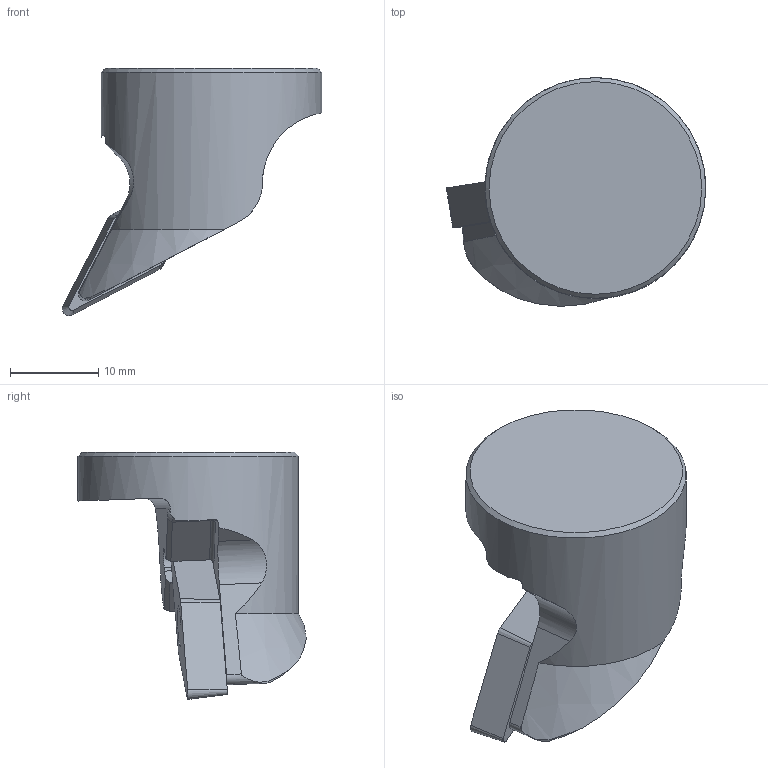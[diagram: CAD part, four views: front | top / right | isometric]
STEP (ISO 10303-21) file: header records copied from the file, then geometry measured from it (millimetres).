
FILE_DESCRIPTION(/* description */ (''),/* implementation_level */ '2;1');
FILE_NAME(/* name */ '1572932231492.stp',/* time_stamp */ '2019-11-05T11:07:28+06:00',/* author */ (''),/* organization */ ('SMS'),/* preprocessor_version */ 'ST-DEVELOPER v16.7',/* originating_system */ 'SIEMENS PLM Software NX 12.0',/* authorisation */ '');
FILE_SCHEMA (('AUTOMOTIVE_DESIGN { 1 0 10303 214 3 1 1 1 }'));
Length unit declared in the file: millimetre
Products named in the file (4): ASSEMBLY_CONSTRUCTION; 202599710mod000_00; 202601239mod000_00; 202601240mod000_00
Assembly tree (3 placements, depth 2):
  202601240mod000_00
    202601239mod000_00
    202599710mod000_00
    ASSEMBLY_CONSTRUCTION
Bounding box: 29.4 x 25.88 x 28 mm (x, y, z)
Volume: 5923.5 mm3; surface area: 2780.8 mm2
Topology: 2 solids, 2 shells, 57 faces, 146 edges, 100 vertices
Faces by surface type: plane 26, cylinder 20, cone 7, torus 3, extrusion 1
Full cylindrical faces by diameter (mm): 4.638 x2, 25 x1
Entity records: 2028 total; most frequent: CARTESIAN_POINT 495, DIRECTION 304, ORIENTED_EDGE 278, EDGE_CURVE 139, AXIS2_PLACEMENT_3D 114, VERTEX_POINT 91, VECTOR 76, LINE 75
